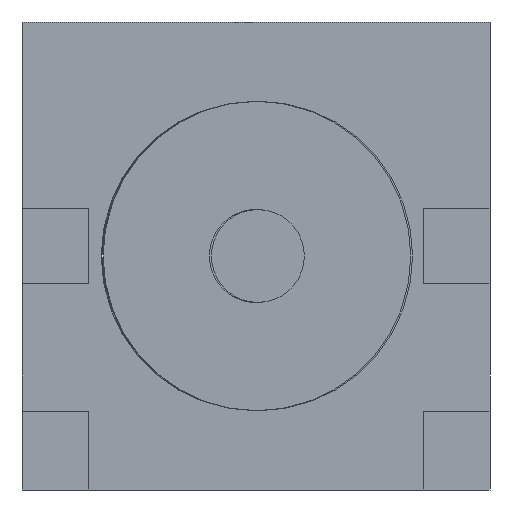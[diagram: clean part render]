
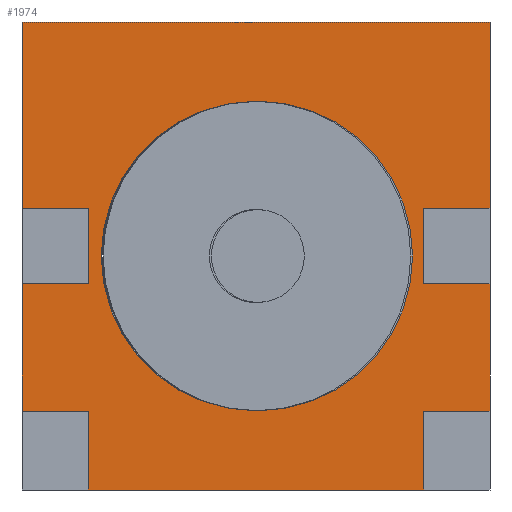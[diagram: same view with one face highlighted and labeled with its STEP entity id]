
A CAD part, front view. The second image highlights one B-rep face of the part: STEP entity #1974.
In plain terms, the highlighted planar face has unit normal (0, -1, 0).
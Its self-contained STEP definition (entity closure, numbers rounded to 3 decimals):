
#99=DIRECTION('',(0.,0.,1.));
#100=VECTOR('',#99,1.07);
#101=CARTESIAN_POINT('',(2.275,-1.65,-3.175));
#102=LINE('',#101,#100);
#103=DIRECTION('',(1.,0.,0.));
#104=VECTOR('',#103,4.55);
#105=CARTESIAN_POINT('',(-2.275,-1.65,-3.175));
#106=LINE('',#105,#104);
#107=DIRECTION('',(0.,0.,1.));
#108=VECTOR('',#107,1.07);
#109=CARTESIAN_POINT('',(-2.275,-1.65,-3.175));
#110=LINE('',#109,#108);
#111=DIRECTION('',(1.,0.,0.));
#112=VECTOR('',#111,0.9);
#113=CARTESIAN_POINT('',(-3.175,-1.65,-2.105));
#114=LINE('',#113,#112);
#115=DIRECTION('',(0.,0.,-1.));
#116=VECTOR('',#115,1.73);
#117=CARTESIAN_POINT('',(-3.175,-1.65,-0.375));
#118=LINE('',#117,#116);
#119=DIRECTION('',(1.,0.,0.));
#120=VECTOR('',#119,0.9);
#121=CARTESIAN_POINT('',(-3.175,-1.65,-0.375));
#122=LINE('',#121,#120);
#123=DIRECTION('',(0.,0.,1.));
#124=VECTOR('',#123,1.02);
#125=CARTESIAN_POINT('',(-2.275,-1.65,-0.375));
#126=LINE('',#125,#124);
#127=DIRECTION('',(1.,0.,0.));
#128=VECTOR('',#127,0.9);
#129=CARTESIAN_POINT('',(-3.175,-1.65,0.645));
#130=LINE('',#129,#128);
#131=DIRECTION('',(0.,0.,-1.));
#132=VECTOR('',#131,2.53);
#133=CARTESIAN_POINT('',(-3.175,-1.65,3.175));
#134=LINE('',#133,#132);
#135=DIRECTION('',(-1.,0.,0.));
#136=VECTOR('',#135,6.35);
#137=CARTESIAN_POINT('',(3.175,-1.65,3.175));
#138=LINE('',#137,#136);
#139=DIRECTION('',(0.,0.,1.));
#140=VECTOR('',#139,2.53);
#141=CARTESIAN_POINT('',(3.175,-1.65,0.645));
#142=LINE('',#141,#140);
#143=DIRECTION('',(-1.,0.,0.));
#144=VECTOR('',#143,0.9);
#145=CARTESIAN_POINT('',(3.175,-1.65,0.645));
#146=LINE('',#145,#144);
#147=DIRECTION('',(0.,0.,-1.));
#148=VECTOR('',#147,1.02);
#149=CARTESIAN_POINT('',(2.275,-1.65,0.645));
#150=LINE('',#149,#148);
#151=DIRECTION('',(-1.,0.,0.));
#152=VECTOR('',#151,0.9);
#153=CARTESIAN_POINT('',(3.175,-1.65,-0.375));
#154=LINE('',#153,#152);
#155=DIRECTION('',(0.,0.,1.));
#156=VECTOR('',#155,1.73);
#157=CARTESIAN_POINT('',(3.175,-1.65,-2.105));
#158=LINE('',#157,#156);
#159=DIRECTION('',(-1.,0.,0.));
#160=VECTOR('',#159,0.9);
#161=CARTESIAN_POINT('',(3.175,-1.65,-2.105));
#162=LINE('',#161,#160);
#163=CARTESIAN_POINT('',(0.,-1.65,0.));
#164=DIRECTION('',(0.,-1.,0.));
#165=DIRECTION('',(-1.,0.,0.));
#166=AXIS2_PLACEMENT_3D('',#163,#164,#165);
#168=CARTESIAN_POINT('',(0.,-1.65,0.));
#169=DIRECTION('',(0.,-1.,0.));
#170=DIRECTION('',(1.,0.,0.));
#171=AXIS2_PLACEMENT_3D('',#168,#169,#170);
#1686=CARTESIAN_POINT('',(3.175,-1.65,3.175));
#1687=CARTESIAN_POINT('',(-3.175,-1.65,3.175));
#1688=VERTEX_POINT('',#1686);
#1689=VERTEX_POINT('',#1687);
#1728=CARTESIAN_POINT('',(2.275,-1.65,-3.175));
#1729=CARTESIAN_POINT('',(2.275,-1.65,-2.105));
#1730=VERTEX_POINT('',#1728);
#1731=VERTEX_POINT('',#1729);
#1732=CARTESIAN_POINT('',(3.175,-1.65,-2.105));
#1733=VERTEX_POINT('',#1732);
#1734=CARTESIAN_POINT('',(2.275,-1.65,0.645));
#1735=CARTESIAN_POINT('',(2.275,-1.65,-0.375));
#1736=VERTEX_POINT('',#1734);
#1737=VERTEX_POINT('',#1735);
#1738=CARTESIAN_POINT('',(3.175,-1.65,-0.375));
#1739=VERTEX_POINT('',#1738);
#1740=CARTESIAN_POINT('',(3.175,-1.65,0.645));
#1741=VERTEX_POINT('',#1740);
#1742=CARTESIAN_POINT('',(-3.175,-1.65,-2.105));
#1743=CARTESIAN_POINT('',(-2.275,-1.65,-2.105));
#1744=VERTEX_POINT('',#1742);
#1745=VERTEX_POINT('',#1743);
#1746=CARTESIAN_POINT('',(-2.275,-1.65,-3.175));
#1747=VERTEX_POINT('',#1746);
#1748=CARTESIAN_POINT('',(-3.175,-1.65,0.645));
#1749=CARTESIAN_POINT('',(-2.275,-1.65,0.645));
#1750=VERTEX_POINT('',#1748);
#1751=VERTEX_POINT('',#1749);
#1752=CARTESIAN_POINT('',(-3.175,-1.65,-0.375));
#1753=CARTESIAN_POINT('',(-2.275,-1.65,-0.375));
#1754=VERTEX_POINT('',#1752);
#1755=VERTEX_POINT('',#1753);
#1819=CARTESIAN_POINT('',(-2.1,-1.65,0.));
#1820=CARTESIAN_POINT('',(2.1,-1.65,0.));
#1821=VERTEX_POINT('',#1819);
#1822=VERTEX_POINT('',#1820);
#1931=CARTESIAN_POINT('',(0.,-1.65,0.));
#1932=DIRECTION('',(0.,-1.,0.));
#1933=DIRECTION('',(1.,0.,0.));
#1934=AXIS2_PLACEMENT_3D('',#1931,#1932,#1933);
#1935=PLANE('',#1934);
#1937=ORIENTED_EDGE('',*,*,#1936,.F.);
#1939=ORIENTED_EDGE('',*,*,#1938,.F.);
#1941=ORIENTED_EDGE('',*,*,#1940,.T.);
#1943=ORIENTED_EDGE('',*,*,#1942,.F.);
#1944=ORIENTED_EDGE('',*,*,#1917,.F.);
#1946=ORIENTED_EDGE('',*,*,#1945,.T.);
#1948=ORIENTED_EDGE('',*,*,#1947,.T.);
#1950=ORIENTED_EDGE('',*,*,#1949,.F.);
#1951=ORIENTED_EDGE('',*,*,#1909,.F.);
#1953=ORIENTED_EDGE('',*,*,#1952,.F.);
#1955=ORIENTED_EDGE('',*,*,#1954,.F.);
#1957=ORIENTED_EDGE('',*,*,#1956,.T.);
#1959=ORIENTED_EDGE('',*,*,#1958,.T.);
#1961=ORIENTED_EDGE('',*,*,#1960,.F.);
#1963=ORIENTED_EDGE('',*,*,#1962,.F.);
#1965=ORIENTED_EDGE('',*,*,#1964,.T.);
#1966=EDGE_LOOP('',(#1937,#1939,#1941,#1943,#1944,#1946,#1948,#1950,#1951,#1953,
#1955,#1957,#1959,#1961,#1963,#1965));
#1967=FACE_OUTER_BOUND('',#1966,.F.);
#1969=ORIENTED_EDGE('',*,*,#1968,.T.);
#1971=ORIENTED_EDGE('',*,*,#1970,.T.);
#1972=EDGE_LOOP('',(#1969,#1971));
#1973=FACE_BOUND('',#1972,.F.);
#167=CIRCLE('',#166,2.1);
#172=CIRCLE('',#171,2.1);
#1909=EDGE_CURVE('',#1689,#1750,#134,.T.);
#1917=EDGE_CURVE('',#1754,#1744,#118,.T.);
#1936=EDGE_CURVE('',#1730,#1731,#102,.T.);
#1938=EDGE_CURVE('',#1747,#1730,#106,.T.);
#1940=EDGE_CURVE('',#1747,#1745,#110,.T.);
#1942=EDGE_CURVE('',#1744,#1745,#114,.T.);
#1945=EDGE_CURVE('',#1754,#1755,#122,.T.);
#1947=EDGE_CURVE('',#1755,#1751,#126,.T.);
#1949=EDGE_CURVE('',#1750,#1751,#130,.T.);
#1952=EDGE_CURVE('',#1688,#1689,#138,.T.);
#1954=EDGE_CURVE('',#1741,#1688,#142,.T.);
#1956=EDGE_CURVE('',#1741,#1736,#146,.T.);
#1958=EDGE_CURVE('',#1736,#1737,#150,.T.);
#1960=EDGE_CURVE('',#1739,#1737,#154,.T.);
#1962=EDGE_CURVE('',#1733,#1739,#158,.T.);
#1964=EDGE_CURVE('',#1733,#1731,#162,.T.);
#1968=EDGE_CURVE('',#1821,#1822,#167,.T.);
#1970=EDGE_CURVE('',#1822,#1821,#172,.T.);
#1974=ADVANCED_FACE('',(#1967,#1973),#1935,.T.);
